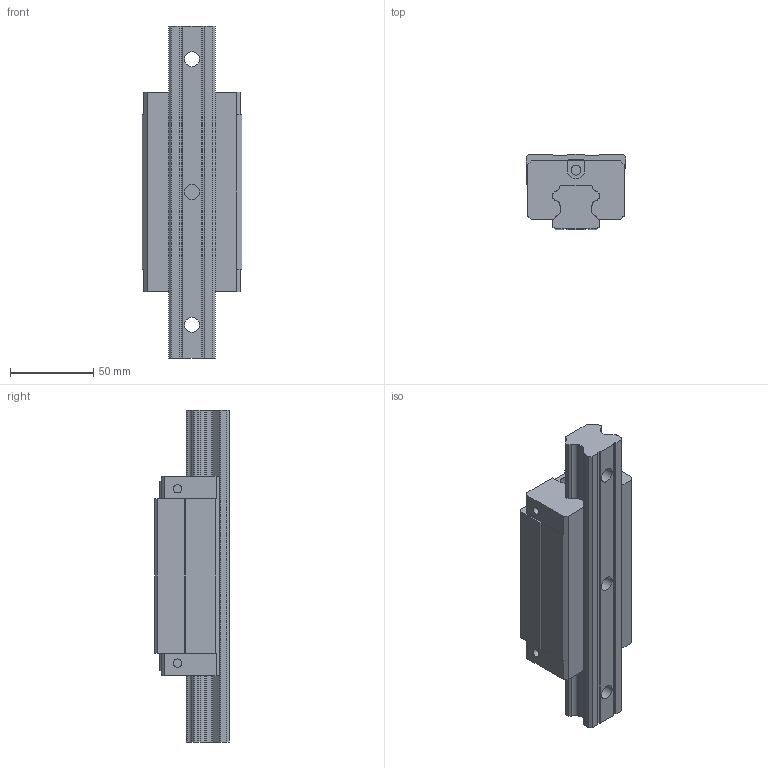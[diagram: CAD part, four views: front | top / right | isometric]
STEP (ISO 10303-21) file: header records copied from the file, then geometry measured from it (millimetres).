
FILE_DESCRIPTION(('STEP AP214'),'1');
FILE_NAME('hgh30ha.stp','2022-09-14T02:50:52',('TraceParts'),('TraceParts S.A.'),'Spatial InterOp 3D',' ',' ');
FILE_SCHEMA(('AUTOMOTIVE_DESIGN { 1 0 10303 214 1 1 1 1 }'));
Length unit declared in the file: millimetre
Products named in the file (1): hgh30ha_1
Bounding box: 60 x 45 x 200 mm (x, y, z)
Volume: 325987.5 mm3; surface area: 59572.2 mm2
Topology: 2 solids, 2 shells, 209 faces, 562 edges, 374 vertices
Faces by surface type: plane 119, cylinder 90
Entity records: 6613 total; most frequent: DIRECTION 1166, CARTESIAN_POINT 1147, ORIENTED_EDGE 1124, EDGE_CURVE 562, AXIS2_PLACEMENT_3D 393, LINE 380, VECTOR 380, VERTEX_POINT 374
